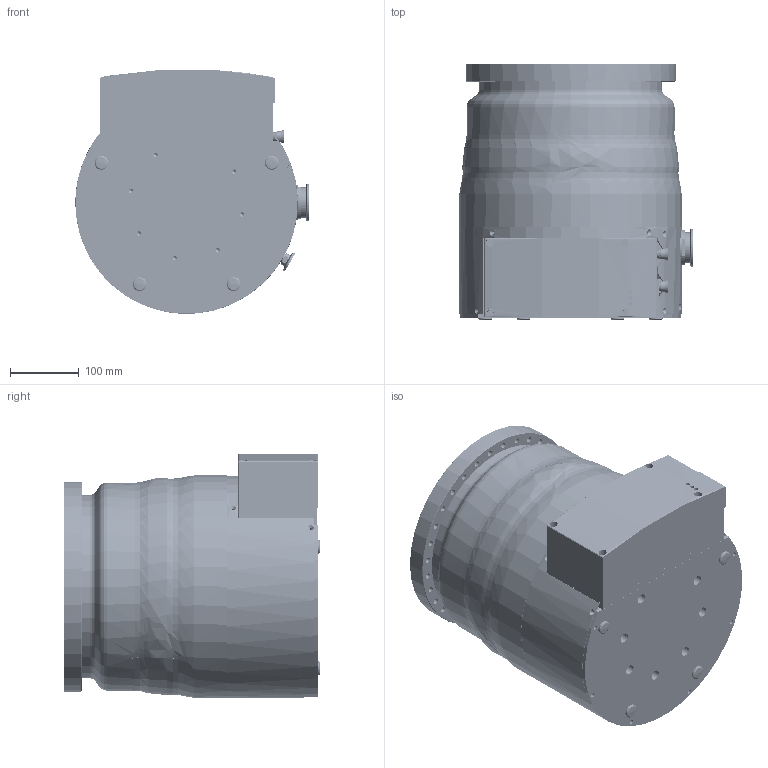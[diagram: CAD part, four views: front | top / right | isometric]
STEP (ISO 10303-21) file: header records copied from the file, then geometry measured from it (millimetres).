
FILE_DESCRIPTION((''),'2;1');
FILE_NAME('PM901674B.stp','2008-05-16T10:11:23',('jung'),(''),'Autodesk Inventor 11','Autodesk Inventor 11','');
FILE_SCHEMA(('AUTOMOTIVE_DESIGN { 1 0 10303 214 1 1 1 1 }'));
Length unit declared in the file: millimetre
Products named in the file (40): PM901674B; pm103433b; pm023053; pm093446b; pm103434; pm103604-u; pm103605; pm006829; P4070044PV_02; pm103606; N 3052 113 X (ISO 1207 - M 2 x 5 - A2-70); P3529133-P; pm006702; p0998438; pm103428-u; pm103239-x; pm103235_1; PM093718_1; pm103236_1; N 3202 251 X (ISO 7434 - M4 x 8 - A2-70); pm093961; P4070381PV_01; P4070091PV_01; pm103438; N 3059 259 X (ISO 4762 - M4 x 16 - A2-70); pm093728; pm093968; pmc01750; pm103238; p4722048mp; p0998433; pm103237; N 3569 196 SB (ISO 8734 - 3 x 14 - A); N 3539 138 SP (DIN 6797 - J 3,2 - FST-A2B); N 3059 198 X (ISO 4762 - M3 x 16 - A2-70); pm103049; pm103050; N 3059 189 X (ISO 4762 - M3 x 6 - A2-70); P4098705; PM901674B_1
Assembly tree (57 placements, depth 4):
  PM901674B
    pm103433b
    pm023053
    pm093446b
    pm103434
    pm103604-u
      pm103605
      pm006829
      P4070044PV_02
      pm103606
      N 3052 113 X (ISO 1207 - M 2 x 5 - A2-70)  x2
      P3529133-P
      pm006702
      p0998438  x2
    pm103428-u
      pm103239-x
        pm103235_1
        PM093718_1
        pm103236_1
        N 3202 251 X (ISO 7434 - M4 x 8 - A2-70)  x2
      pm093961
      P4070381PV_01
      P4070091PV_01
      pm103438  x2
      N 3059 259 X (ISO 4762 - M4 x 16 - A2-70)  x2
    pm093728
    pm093968
    pmc01750
      pm103238
      p4722048mp
      p0998433
      pm103237
      N 3569 196 SB (ISO 8734 - 3 x 14 - A)  x2
      N 3539 138 SP (DIN 6797 - J 3,2 - FST-A2B)  x4
      N 3059 198 X (ISO 4762 - M3 x 16 - A2-70)  x4
      pm103049
      pm103050
      N 3059 189 X (ISO 4762 - M3 x 6 - A2-70)  x4
    P4098705  x4
    PM901674B_1
Bounding box: 339.82 x 373.75 x 355.04 mm (x, y, z)
Volume: 22164856.5 mm3; surface area: 2205369 mm2
Topology: 54 solids, 54 shells, 2576 faces, 6478 edges, 4186 vertices
Faces by surface type: plane 813, cylinder 772, bspline 703, cone 131, sphere 86, torus 71
Full cylindrical faces by diameter (mm): 0.09 x1, 1 x38, 1.754 x2, 2 x26, 3 x11, 3.242 x2, 4 x4, 4.5 x4, 4.7 x2, 5.5 x8, 6 x6, 6.2 x2, 6.5 x4, 7 x2, 8.2 x3, 8.5 x2, 9.7 x2, 11.5 x6, 12 x1, 12.2 x2, 13.5 x6, 15 x17, 15.5 x2, 16 x3, 16.5 x2, 18 x1, 18.5 x1, 19 x1, 20 x4, 22.1 x1
Entity records: 75873 total; most frequent: CARTESIAN_POINT 27981, DIRECTION 9656, ORIENTED_EDGE 8492, EDGE_CURVE 4246, AXIS2_PLACEMENT_3D 4057, EDGE_LOOP 3792, VERTEX_POINT 3208, CIRCLE 2421
